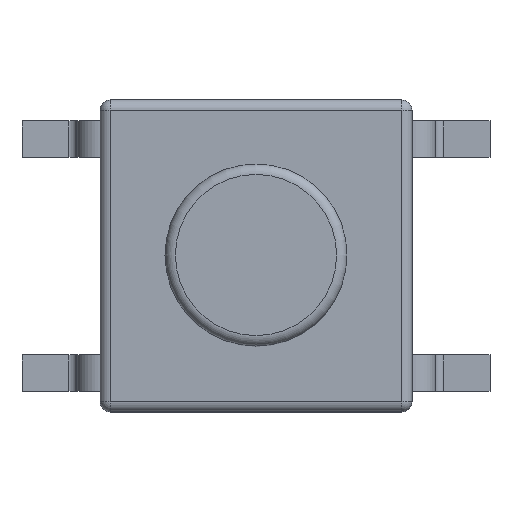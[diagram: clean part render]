
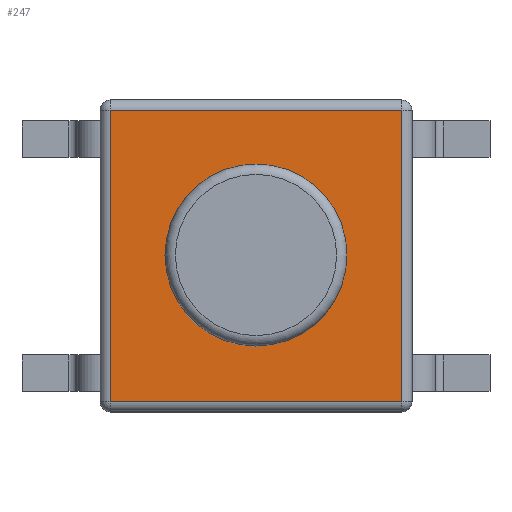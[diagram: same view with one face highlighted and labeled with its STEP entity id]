
A CAD part, top view. The second image highlights one B-rep face of the part: STEP entity #247.
In plain terms, the highlighted planar face has unit normal (0, 0, 1).
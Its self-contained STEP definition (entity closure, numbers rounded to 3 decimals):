
#13=DIRECTION('',(0.,0.,1.));
#14=DIRECTION('',(1.,0.,0.));
#67=VECTOR('',#68,1.);
#68=DIRECTION('',(0.,1.,0.));
#133=VERTEX_POINT('',#134);
#134=CARTESIAN_POINT('',(-2.8,-2.8,3.45));
#139=EDGE_CURVE('',#133,#140,#142,.T.);
#140=VERTEX_POINT('',#141);
#141=CARTESIAN_POINT('',(-2.8,2.8,3.45));
#142=LINE('',#143,#67);
#143=CARTESIAN_POINT('',(-2.8,-3.,3.45));
#203=VECTOR('',#14,1.);
#247=ADVANCED_FACE('',(#248),#267,.T.);
#248=FACE_BOUND('',#249,.T.);
#249=EDGE_LOOP('',(#250,#251,#257,#263));
#250=ORIENTED_EDGE('',*,*,#139,.F.);
#251=ORIENTED_EDGE('',*,*,#252,.T.);
#252=EDGE_CURVE('',#133,#253,#255,.T.);
#253=VERTEX_POINT('',#254);
#254=CARTESIAN_POINT('',(2.8,-2.8,3.45));
#255=LINE('',#256,#203);
#256=CARTESIAN_POINT('',(-3.,-2.8,3.45));
#257=ORIENTED_EDGE('',*,*,#258,.T.);
#258=EDGE_CURVE('',#253,#259,#261,.T.);
#259=VERTEX_POINT('',#260);
#260=CARTESIAN_POINT('',(2.8,2.8,3.45));
#261=LINE('',#262,#67);
#262=CARTESIAN_POINT('',(2.8,-3.,3.45));
#263=ORIENTED_EDGE('',*,*,#264,.F.);
#264=EDGE_CURVE('',#140,#259,#265,.T.);
#265=LINE('',#266,#203);
#266=CARTESIAN_POINT('',(-3.,2.8,3.45));
#267=PLANE('',#268);
#268=AXIS2_PLACEMENT_3D('',#269,#13,#14);
#269=CARTESIAN_POINT('',(-3.,-3.,3.45));
